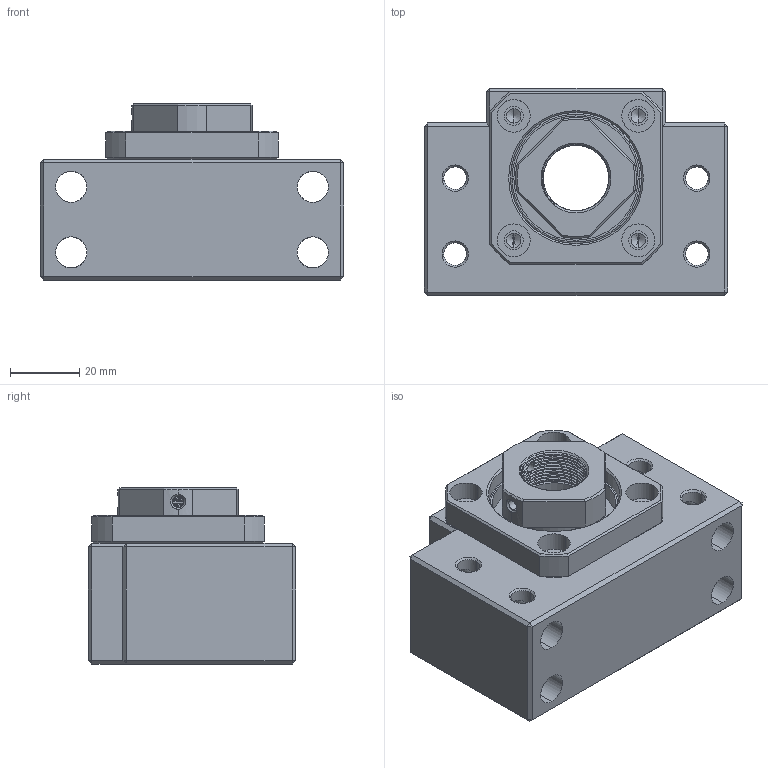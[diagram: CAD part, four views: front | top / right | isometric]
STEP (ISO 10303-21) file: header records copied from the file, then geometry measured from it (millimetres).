
FILE_DESCRIPTION (( 'STEP AP203' ), '1' );
FILE_NAME ('BK20.STEP', '2017-05-04T11:49:48', ( 'User' ), ( '' ), 'SwSTEP 2.0', 'SolidWorks 2015', '' );
FILE_SCHEMA (( 'CONFIG_CONTROL_DESIGN' ));
Length unit declared in the file: millimetre
Products named in the file (1): BK20
Bounding box: 88 x 60 x 51 mm (x, y, z)
Volume: 143776.1 mm3; surface area: 62765.4 mm2
Topology: 37 solids, 37 shells, 476 faces, 1235 edges, 717 vertices
Faces by surface type: cylinder 157, bspline 142, plane 103, cone 74
Entity records: 18925 total; most frequent: CARTESIAN_POINT 8881, ORIENTED_EDGE 2238, DIRECTION 1869, EDGE_CURVE 1119, AXIS2_PLACEMENT_3D 755, VERTEX_POINT 713, EDGE_LOOP 538, FACE_OUTER_BOUND 476
